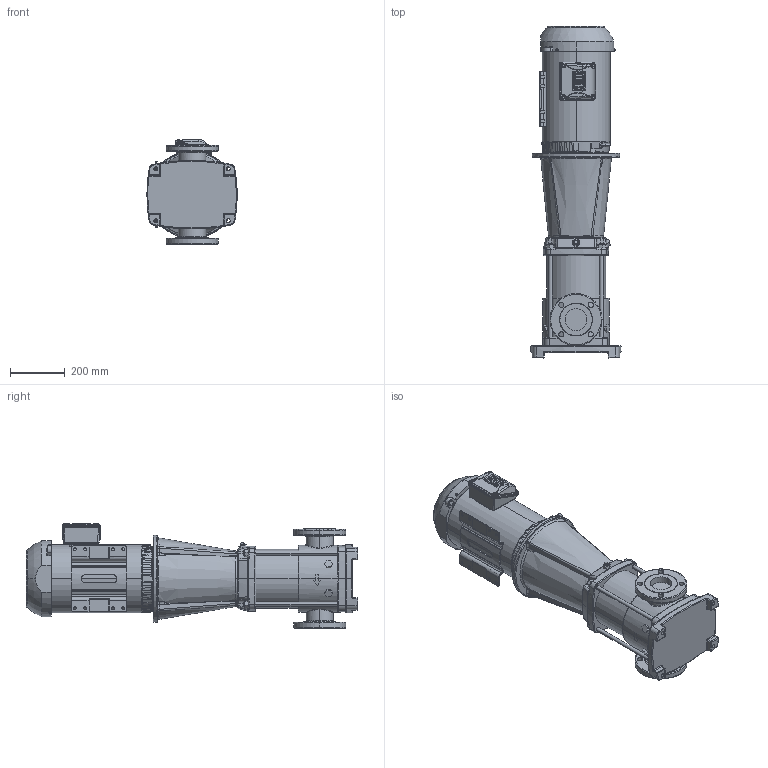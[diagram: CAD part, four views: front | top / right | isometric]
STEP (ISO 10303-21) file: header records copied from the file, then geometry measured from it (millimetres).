
FILE_DESCRIPTION (( 'STEP AP203' ), '1' );
FILE_NAME ('3350117 - MVI-225-2-15 HP-254TC-304-E-575~3.step', '2022-03-31T14:49:59', ( '' ), ( '' ), 'SwSTEP 2.0', 'SolidWorks 2021', '' );
FILE_SCHEMA (( 'CONFIG_CONTROL_DESIGN' ));
Length unit declared in the file: inch
Products named in the file (5): 2700101 - NEMA V2 15 HP 254_6TC 575~3 TEFC W; sbi_n_45-2_flange(NEMA); 3350117 - MVI-225-2-15 HP-254TC-304-E-575~3; TEFC MOTOR_2700101 - NEMA V2 15 HP 254_6TC 575~3 TEFC W; MVI PEO - [304-EPDM]_3304117 - MVI-225-2-15 HP-254TC-304-E-S
Assembly tree (4 placements, depth 3):
  3350117 - MVI-225-2-15 HP-254TC-304-E-575~3
    MVI PEO - [304-EPDM]_3304117 - MVI-225-2-15 HP-254TC-304-E-S
      sbi_n_45-2_flange(NEMA)
    TEFC MOTOR_2700101 - NEMA V2 15 HP 254_6TC 575~3 TEFC W
      2700101 - NEMA V2 15 HP 254_6TC 575~3 TEFC W
Bounding box: 329.74 x 1214.47 x 385.02 mm (x, y, z)
Volume: 59749688.9 mm3; surface area: 2024920.3 mm2
Topology: 21 solids, 41 shells, 3953 faces, 10322 edges, 6717 vertices
Faces by surface type: plane 1917, cylinder 1464, bspline 305, cone 157, torus 104, sphere 6
Entity records: 161107 total; most frequent: CARTESIAN_POINT 65324, ORIENTED_EDGE 20574, DIRECTION 19019, EDGE_CURVE 10287, AXIS2_PLACEMENT_3D 6720, VERTEX_POINT 6715, LINE 5579, VECTOR 5579
